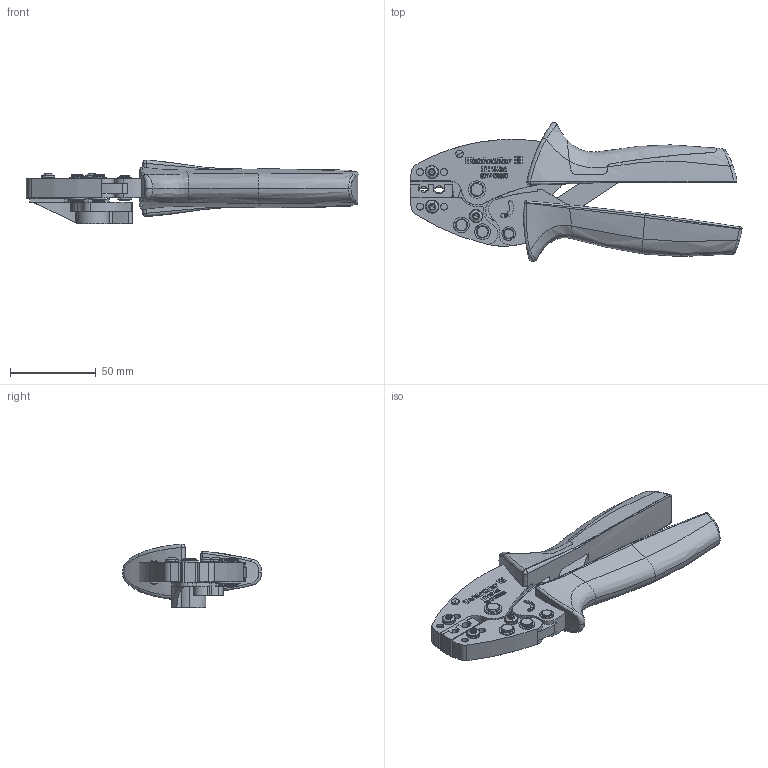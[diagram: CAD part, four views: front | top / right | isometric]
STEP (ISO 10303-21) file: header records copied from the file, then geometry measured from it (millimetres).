
FILE_DESCRIPTION(('CATIA V5 STEP Exchange','CAx-IF Rec.Pracs.--- Model Styling and Organization---1.5--- 2016-08-15','CAx-IF Rec.Pracs.---Supplemental Geometry---1.0---2011-11-01','CAx-IF Rec.Pracs.--- Composite Materials ---1.1---2010-07-15'),'2;1');
FILE_NAME ('033468-1_0', '2024-11-13T07:10:14+00:00', ('none'), ('Weidmueller'), 'CATIA Version 5-6 Release 2022 SP4 HF5', 'CATIA V5 STEP AP214 v3', 'none');
FILE_SCHEMA(('AUTOMOTIVE_DESIGN { 1 0 10303 214 1 1 1 1 }'));
Length unit declared in the file: millimetre
Products named in the file (1): 9017430000_HTI_15_ZERT_AllCATPart
Bounding box: 193.63 x 81.1 x 37.31 mm (x, y, z)
Volume: 149404.4 mm3; surface area: 37451.9 mm2
Topology: 1 solids, 1 shells, 1309 faces, 3638 edges, 2411 vertices
Faces by surface type: plane 538, extrusion 373, cylinder 220, bspline 128, cone 24, torus 18, sphere 8
Entity records: 53393 total; most frequent: CARTESIAN_POINT 22523, ORIENTED_EDGE 7252, DIRECTION 3802, EDGE_CURVE 3626, VERTEX_POINT 2411, VECTOR 2196, LINE 1823, B_SPLINE_CURVE_WITH_KNOTS 1582
